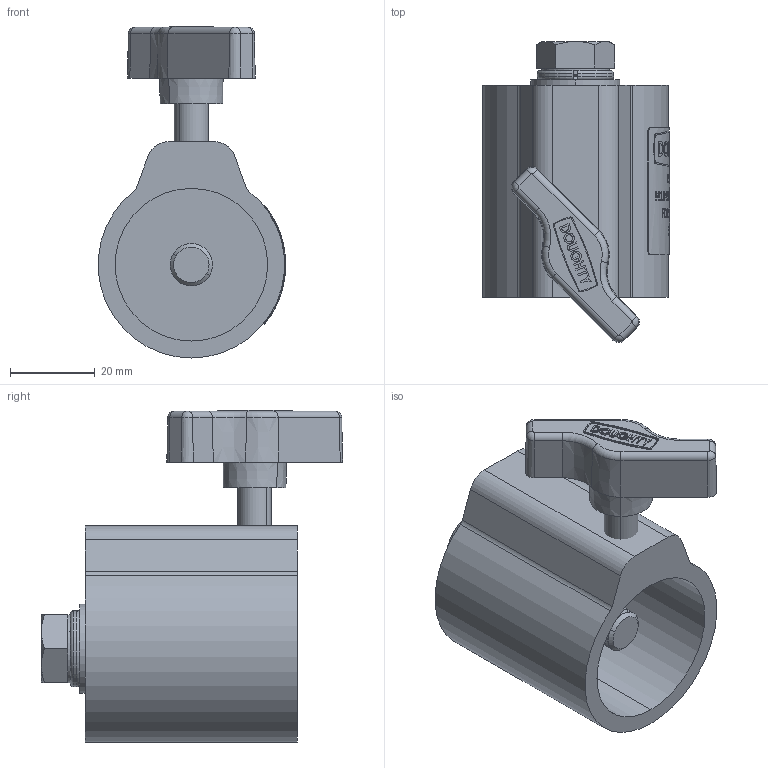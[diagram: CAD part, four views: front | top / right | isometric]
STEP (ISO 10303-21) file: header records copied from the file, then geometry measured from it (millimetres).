
FILE_DESCRIPTION (( 'STEP AP203' ), '1' );
FILE_NAME ('T50814.STEP', '2018-07-31T10:41:05', ( '' ), ( '' ), 'SwSTEP 2.0', 'SolidWorks 2016', '' );
FILE_SCHEMA (( 'CONFIG_CONTROL_DESIGN' ));
Length unit declared in the file: millimetre
Products named in the file (7): T50814; Hex Bolt_ISO 4016 - M10 x 45 x 45-WS; Doughty Knob_S0130; T50600 LABEL_T50814 LABEL; B Washer_Bright washer BS 4320 - M10 (Form B); TH2038_TH457; Single Coil Rectangular Section Spring Washer_Doughty Fastners_Rectangular section spring washer BS 4464 - 10 (Type B)
Assembly tree (6 placements, depth 2):
  T50814
    TH2038_TH457
    Doughty Knob_S0130
    Hex Bolt_ISO 4016 - M10 x 45 x 45-WS
    B Washer_Bright washer BS 4320 - M10 (Form B)
    Single Coil Rectangular Section Spring Washer_Doughty Fastners_Rectangular section spring washer BS 4464 - 10 (Type B)
    T50600 LABEL_T50814 LABEL
Bounding box: 44.15 x 71.03 x 78.3 mm (x, y, z)
Volume: 65332.8 mm3; surface area: 23665 mm2
Topology: 6 solids, 6 shells, 940 faces, 2481 edges, 1624 vertices
Faces by surface type: plane 381, bspline 228, cylinder 183, cone 136, torus 12
Entity records: 51886 total; most frequent: CARTESIAN_POINT 29348, ORIENTED_EDGE 4962, DIRECTION 3916, EDGE_CURVE 2481, VERTEX_POINT 1624, AXIS2_PLACEMENT_3D 1489, EDGE_LOOP 1017, FACE_OUTER_BOUND 940
